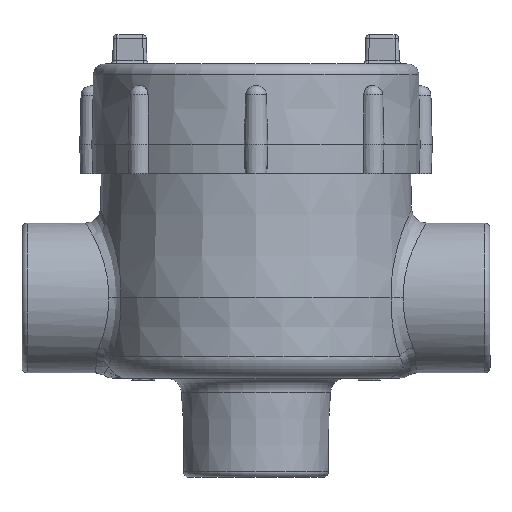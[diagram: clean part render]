
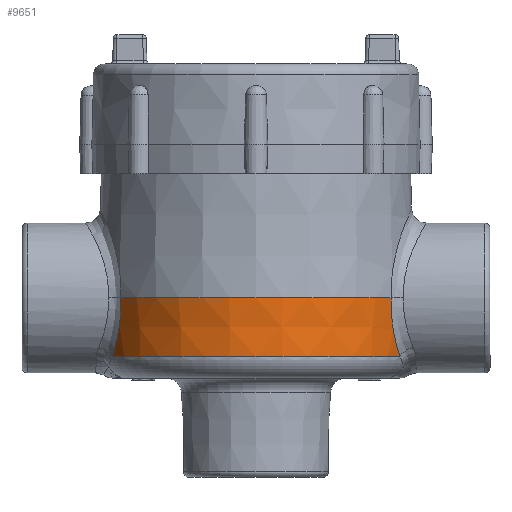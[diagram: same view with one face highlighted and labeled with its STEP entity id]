
A CAD part, top view. The second image highlights one B-rep face of the part: STEP entity #9651.
In plain terms, the highlighted conical face has half-angle 1.5 degrees and reference radius 34.291 mm.
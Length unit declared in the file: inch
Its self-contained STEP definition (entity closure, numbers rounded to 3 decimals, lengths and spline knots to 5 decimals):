
#433=B_SPLINE_CURVE_WITH_KNOTS('',3,(#18889,#18890,#18891,#18892,#18893,
#18894,#18895,#18896,#18897,#18898,#18899,#18900,#18901,#18902,#18903,#18904,
#18905,#18906,#18907),.UNSPECIFIED.,.F.,.F.,(4,3,3,3,3,3,4),(0.,0.19685,
0.4083,0.49928,0.72606,0.94817,
1.),.UNSPECIFIED.);
#434=B_SPLINE_CURVE_WITH_KNOTS('',3,(#18908,#18909,#18910,#18911,#18912,
#18913,#18914,#18915,#18916,#18917,#18918,#18919,#18920,#18921,#18922,#18923,
#18924,#18925,#18926,#18927,#18928,#18929),.UNSPECIFIED.,.F.,.F.,(4,3,3,
3,3,3,3,4),(0.,0.22501,0.45484,0.50065,0.72507,
0.92666,0.94948,1.),.UNSPECIFIED.);
#604=CONICAL_SURFACE('',#10438,1.35005,0.026);
#2542=FACE_OUTER_BOUND('',#3172,.T.);
#3172=EDGE_LOOP('',(#7518,#7519,#7520,#7521));
#3678=CIRCLE('',#10399,1.35005);
#3702=CIRCLE('',#10439,1.33683);
#4181=VERTEX_POINT('',#17267);
#4182=VERTEX_POINT('',#17268);
#4415=VERTEX_POINT('',#18886);
#4416=VERTEX_POINT('',#18887);
#5299=EDGE_CURVE('',#4181,#4182,#3678,.T.);
#5541=EDGE_CURVE('',#4415,#4416,#3702,.T.);
#5542=EDGE_CURVE('',#4416,#4182,#433,.T.);
#5543=EDGE_CURVE('',#4181,#4415,#434,.T.);
#7518=ORIENTED_EDGE('',*,*,#5541,.T.);
#7519=ORIENTED_EDGE('',*,*,#5542,.T.);
#7520=ORIENTED_EDGE('',*,*,#5299,.F.);
#7521=ORIENTED_EDGE('',*,*,#5543,.T.);
#9651=ADVANCED_FACE('',(#2542),#604,.T.);
#10399=AXIS2_PLACEMENT_3D('',#17269,#11752,#11753);
#10438=AXIS2_PLACEMENT_3D('',#18885,#11982,#11983);
#10439=AXIS2_PLACEMENT_3D('',#18888,#11984,#11985);
#11752=DIRECTION('center_axis',(0.,1.,0.));
#11753=DIRECTION('ref_axis',(0.,0.,1.));
#11982=DIRECTION('center_axis',(0.,1.,0.));
#11983=DIRECTION('ref_axis',(0.,0.,-1.));
#11984=DIRECTION('center_axis',(0.,1.,0.));
#11985=DIRECTION('ref_axis',(0.,0.,-1.));
#17267=CARTESIAN_POINT('',(1.15401,0.6875,-0.70064));
#17268=CARTESIAN_POINT('',(-1.15401,0.6875,-0.70064));
#17269=CARTESIAN_POINT('Origin',(0.,0.6875,0.));
#18885=CARTESIAN_POINT('Origin',(0.,0.6875,0.));
#18886=CARTESIAN_POINT('',(1.23005,0.18259,-0.52355));
#18887=CARTESIAN_POINT('',(-1.23005,0.18259,-0.52355));
#18888=CARTESIAN_POINT('Origin',(0.,0.18259,0.));
#18889=CARTESIAN_POINT('Ctrl Pts',(-1.23005,0.18259,
-0.52355));
#18890=CARTESIAN_POINT('Ctrl Pts',(-1.22131,0.21012,
-0.54593));
#18891=CARTESIAN_POINT('Ctrl Pts',(-1.21275,0.2392,
-0.56631));
#18892=CARTESIAN_POINT('Ctrl Pts',(-1.20474,0.26957,
-0.58465));
#18893=CARTESIAN_POINT('Ctrl Pts',(-1.19613,0.30219,
-0.60434));
#18894=CARTESIAN_POINT('Ctrl Pts',(-1.18815,0.33631,-0.62167));
#18895=CARTESIAN_POINT('Ctrl Pts',(-1.18118,0.37169,
-0.63655));
#18896=CARTESIAN_POINT('Ctrl Pts',(-1.17819,0.38691,
-0.64295));
#18897=CARTESIAN_POINT('Ctrl Pts',(-1.17538,0.40236,
-0.64889));
#18898=CARTESIAN_POINT('Ctrl Pts',(-1.17279,0.41803,
-0.65437));
#18899=CARTESIAN_POINT('Ctrl Pts',(-1.16633,0.45708,
-0.66804));
#18900=CARTESIAN_POINT('Ctrl Pts',(-1.16136,0.49696,
-0.67871));
#18901=CARTESIAN_POINT('Ctrl Pts',(-1.15807,0.53755,
-0.68635));
#18902=CARTESIAN_POINT('Ctrl Pts',(-1.15486,0.5773,
-0.69383));
#18903=CARTESIAN_POINT('Ctrl Pts',(-1.15327,0.61772,
-0.69841));
#18904=CARTESIAN_POINT('Ctrl Pts',(-1.15353,0.65871,
-0.70001));
#18905=CARTESIAN_POINT('Ctrl Pts',(-1.15359,0.66828,
-0.70038));
#18906=CARTESIAN_POINT('Ctrl Pts',(-1.15375,0.67787,
-0.7006));
#18907=CARTESIAN_POINT('Ctrl Pts',(-1.15401,0.6875,
-0.70064));
#18908=CARTESIAN_POINT('Ctrl Pts',(1.15401,0.6875,-0.70064));
#18909=CARTESIAN_POINT('Ctrl Pts',(1.15286,0.64571,-0.70044));
#18910=CARTESIAN_POINT('Ctrl Pts',(1.15367,0.60447,-0.69715));
#18911=CARTESIAN_POINT('Ctrl Pts',(1.15619,0.5639,-0.69086));
#18912=CARTESIAN_POINT('Ctrl Pts',(1.15877,0.52247,-0.68444));
#18913=CARTESIAN_POINT('Ctrl Pts',(1.16314,0.48172,-0.6749));
#18914=CARTESIAN_POINT('Ctrl Pts',(1.16907,0.44181,-0.66227));
#18915=CARTESIAN_POINT('Ctrl Pts',(1.17025,0.43385,-0.65976));
#18916=CARTESIAN_POINT('Ctrl Pts',(1.17149,0.42593,-0.65712));
#18917=CARTESIAN_POINT('Ctrl Pts',(1.1728,0.41804,-0.65436));
#18918=CARTESIAN_POINT('Ctrl Pts',(1.17919,0.37939,-0.64083));
#18919=CARTESIAN_POINT('Ctrl Pts',(1.18691,0.34205,-0.62449));
#18920=CARTESIAN_POINT('Ctrl Pts',(1.1955,0.30629,-0.60546));
#18921=CARTESIAN_POINT('Ctrl Pts',(1.20321,0.27417,-0.58836));
#18922=CARTESIAN_POINT('Ctrl Pts',(1.21163,0.24332,-0.56909));
#18923=CARTESIAN_POINT('Ctrl Pts',(1.22038,0.21399,-0.54772));
#18924=CARTESIAN_POINT('Ctrl Pts',(1.22137,0.21067,-0.5453));
#18925=CARTESIAN_POINT('Ctrl Pts',(1.22236,0.20737,-0.54285));
#18926=CARTESIAN_POINT('Ctrl Pts',(1.22336,0.20409,-0.54038));
#18927=CARTESIAN_POINT('Ctrl Pts',(1.22557,0.19682,-0.5349));
#18928=CARTESIAN_POINT('Ctrl Pts',(1.2278,0.18966,-0.52929));
#18929=CARTESIAN_POINT('Ctrl Pts',(1.23005,0.18259,-0.52355));
